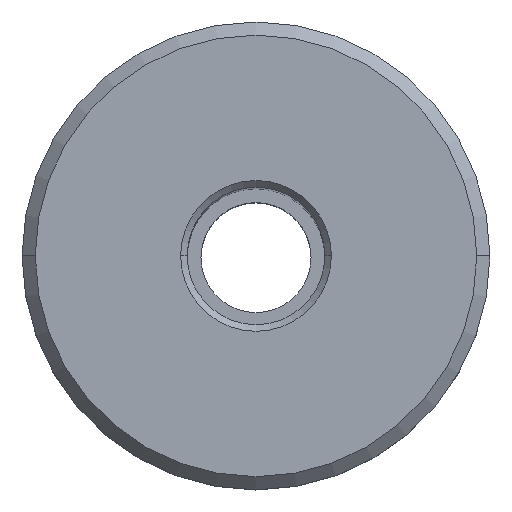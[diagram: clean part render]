
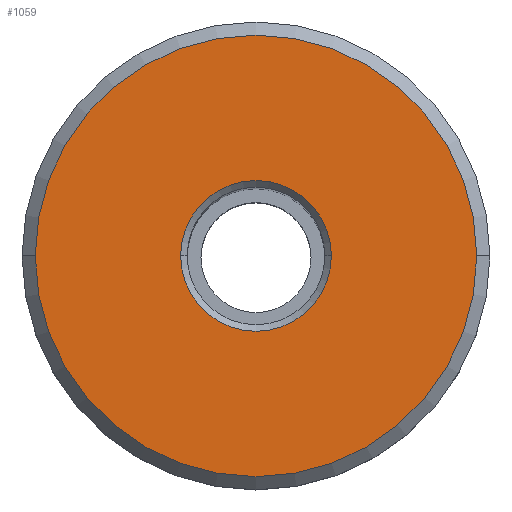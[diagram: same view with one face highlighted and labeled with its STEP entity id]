
A CAD part, top view. The second image highlights one B-rep face of the part: STEP entity #1059.
In plain terms, the highlighted planar face has unit normal (0, 0, 1).
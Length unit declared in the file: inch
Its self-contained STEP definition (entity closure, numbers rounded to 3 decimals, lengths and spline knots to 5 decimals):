
#5 = FACE_BOUND ( 'NONE', #992, .T. ) ;
#85 = EDGE_CURVE ( 'NONE', #1010, #751, #268, .T. ) ;
#138 = DIRECTION ( 'NONE',  ( -1., 0., 0. ) ) ;
#149 = DIRECTION ( 'NONE',  ( -1., 0., 0. ) ) ;
#162 = DIRECTION ( 'NONE',  ( 0., 0., -1. ) ) ;
#214 = DIRECTION ( 'NONE',  ( 0., 0., -1. ) ) ;
#230 = CARTESIAN_POINT ( 'NONE',  ( 0., 0., 0. ) ) ;
#249 = FACE_OUTER_BOUND ( 'NONE', #874, .T. ) ;
#264 = CARTESIAN_POINT ( 'NONE',  ( 0., 0.5315, 0. ) ) ;
#268 = CIRCLE ( 'NONE', #876, 0.5015 ) ;
#338 = CIRCLE ( 'NONE', #702, 0.5015 ) ;
#380 = CARTESIAN_POINT ( 'NONE',  ( 0., 0., 0. ) ) ;
#409 = CIRCLE ( 'NONE', #595, 0.17125 ) ;
#416 = DIRECTION ( 'NONE',  ( 0., 0., -1. ) ) ;
#419 = ORIENTED_EDGE ( 'NONE', *, *, #85, .T. ) ;
#420 = DIRECTION ( 'NONE',  ( -1., 0., 0. ) ) ;
#450 = CARTESIAN_POINT ( 'NONE',  ( 0., 0., 0. ) ) ;
#451 = VERTEX_POINT ( 'NONE', #529 ) ;
#487 = EDGE_CURVE ( 'NONE', #751, #1010, #338, .T. ) ;
#506 = DIRECTION ( 'NONE',  ( -1., 0., 0. ) ) ;
#519 = DIRECTION ( 'NONE',  ( -1., 0., 0. ) ) ;
#529 = CARTESIAN_POINT ( 'NONE',  ( -0.17125, 0., 0. ) ) ;
#549 = DIRECTION ( 'NONE',  ( 0., 0., 1. ) ) ;
#586 = CARTESIAN_POINT ( 'NONE',  ( 0.17125, 0., 0. ) ) ;
#595 = AXIS2_PLACEMENT_3D ( 'NONE', #837, #416, #506 ) ;
#610 = DIRECTION ( 'NONE',  ( 0., 0., 1. ) ) ;
#617 = AXIS2_PLACEMENT_3D ( 'NONE', #380, #214, #138 ) ;
#696 = EDGE_CURVE ( 'NONE', #790, #451, #409, .T. ) ;
#702 = AXIS2_PLACEMENT_3D ( 'NONE', #450, #610, #519 ) ;
#751 = VERTEX_POINT ( 'NONE', #995 ) ;
#766 = ORIENTED_EDGE ( 'NONE', *, *, #487, .T. ) ;
#790 = VERTEX_POINT ( 'NONE', #586 ) ;
#837 = CARTESIAN_POINT ( 'NONE',  ( 0., 0., 0. ) ) ;
#841 = ORIENTED_EDGE ( 'NONE', *, *, #696, .T. ) ;
#874 = EDGE_LOOP ( 'NONE', ( #419, #766 ) ) ;
#876 = AXIS2_PLACEMENT_3D ( 'NONE', #230, #549, #149 ) ;
#947 = CIRCLE ( 'NONE', #617, 0.17125 ) ;
#958 = ORIENTED_EDGE ( 'NONE', *, *, #987, .T. ) ;
#966 = AXIS2_PLACEMENT_3D ( 'NONE', #264, #162, #420 ) ;
#987 = EDGE_CURVE ( 'NONE', #451, #790, #947, .T. ) ;
#992 = EDGE_LOOP ( 'NONE', ( #841, #958 ) ) ;
#995 = CARTESIAN_POINT ( 'NONE',  ( 0.5015, 0., 0. ) ) ;
#999 = PLANE ( 'NONE',  #966 ) ;
#1010 = VERTEX_POINT ( 'NONE', #1064 ) ;
#1059 = ADVANCED_FACE ( 'NONE', ( #249, #5 ), #999, .F. ) ;
#1064 = CARTESIAN_POINT ( 'NONE',  ( -0.5015, 0., 0. ) ) ;
